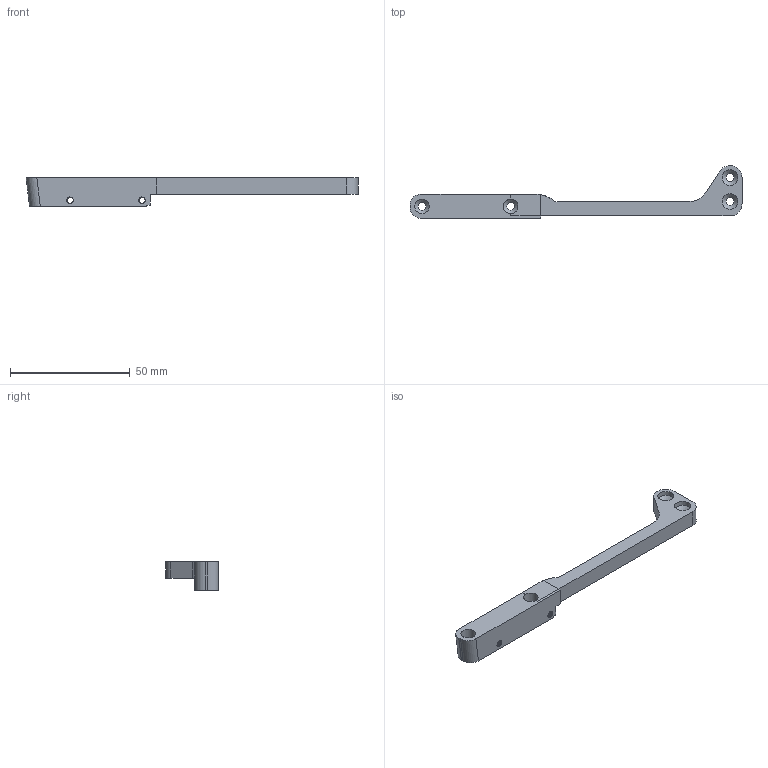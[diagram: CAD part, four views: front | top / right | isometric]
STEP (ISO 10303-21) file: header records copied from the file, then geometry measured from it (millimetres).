
FILE_DESCRIPTION(('FreeCAD Model'),'2;1');
FILE_NAME('Open CASCADE Shape Model','2023-07-24T13:27:20',(''),(''), 'Open CASCADE STEP processor 7.6','FreeCAD','Unknown');
FILE_SCHEMA(('AUTOMOTIVE_DESIGN { 1 0 10303 214 1 1 1 1 }'));
Products named in the file (1): Pocket053032670
Bounding box: 138.5 x 22 x 12 mm (x, y, z)
Volume: 10082.6 mm3; surface area: 5850.2 mm2
Topology: 1 solids, 1 shells, 213 faces, 462 edges, 250 vertices
Faces by surface type: bspline 131, cylinder 56, plane 19, cone 7
Full cylindrical faces by diameter (mm): 2.52 x38, 3.4 x4, 6.1 x2, 6.6 x2
Entity records: 38449 total; most frequent: CARTESIAN_POINT 30738, ORIENTED_EDGE 924, PCURVE 924, DEFINITIONAL_REPRESENTATION 924, DIRECTION 808, B_SPLINE_CURVE_WITH_KNOTS 772, LINE 544, VECTOR 544
